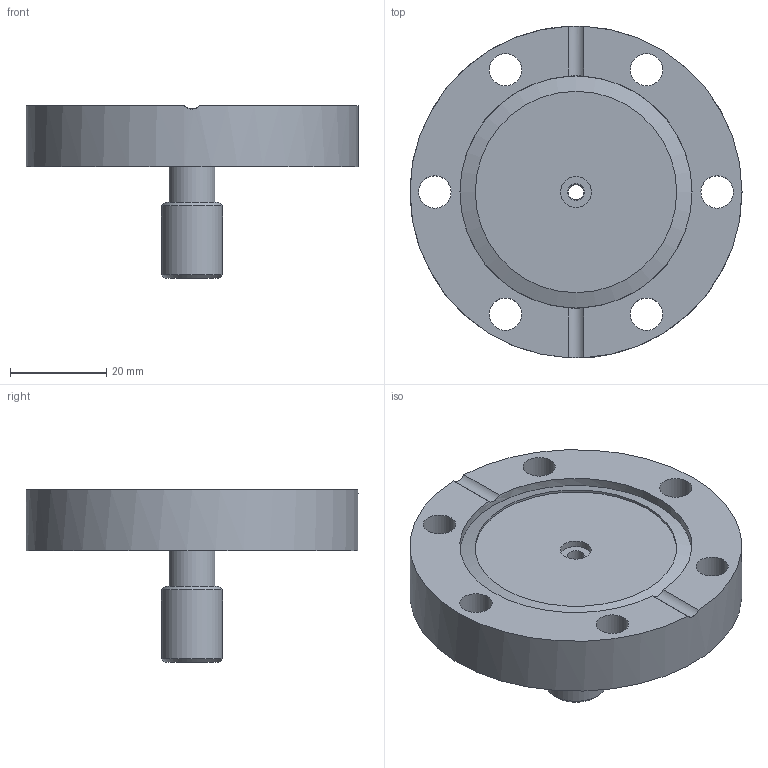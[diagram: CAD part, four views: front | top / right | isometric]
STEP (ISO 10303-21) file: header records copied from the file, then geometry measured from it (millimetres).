
FILE_DESCRIPTION(/* description */ (''),/* implementation_level */ '2;1');
FILE_NAME(/* name */ '5000605a.stp',/* time_stamp */ '2019-07-18T07:46:28-04:00',/* author */ ('Glen_C'),/* organization */ (''),/* preprocessor_version */ 'ST-DEVELOPER v16.13',/* originating_system */ 'Autodesk Inventor 2018',/* authorisation */ '');
FILE_SCHEMA (('AUTOMOTIVE_DESIGN { 1 0 10303 214 3 1 1 }'));
Length unit declared in the file: inch
Products named in the file (1): 5000605_S
Bounding box: 69.09 x 69.09 x 35.99 mm (x, y, z)
Volume: 44785 mm3; surface area: 13585.1 mm2
Topology: 1 solids, 5 shells, 52 faces, 115 edges, 76 vertices
Faces by surface type: cylinder 24, plane 15, cone 9, torus 4
Full cylindrical faces by diameter (mm): 3.175 x1, 3.454 x1, 3.556 x2, 6.35 x2, 6.477 x1, 6.731 x6, 7.493 x1, 7.62 x1, 8.153 x1, 9.525 x2, 12.7 x1, 41.91 x1, 48.311 x1, 69.088 x1
Entity records: 1377 total; most frequent: CARTESIAN_POINT 239, DIRECTION 226, ORIENTED_EDGE 136, EDGE_LOOP 112, AXIS2_PLACEMENT_3D 111, EDGE_CURVE 68, VERTEX_POINT 64, FACE_BOUND 60
